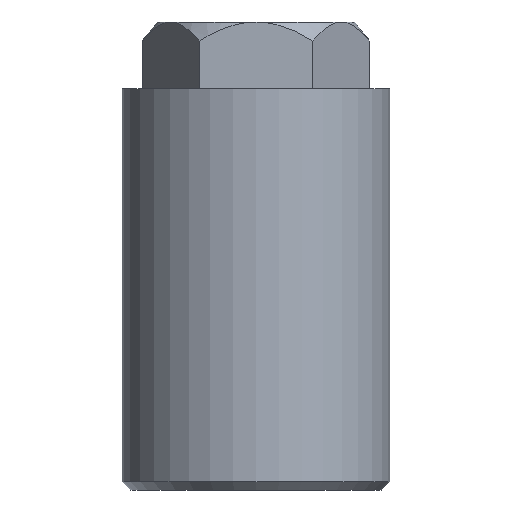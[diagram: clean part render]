
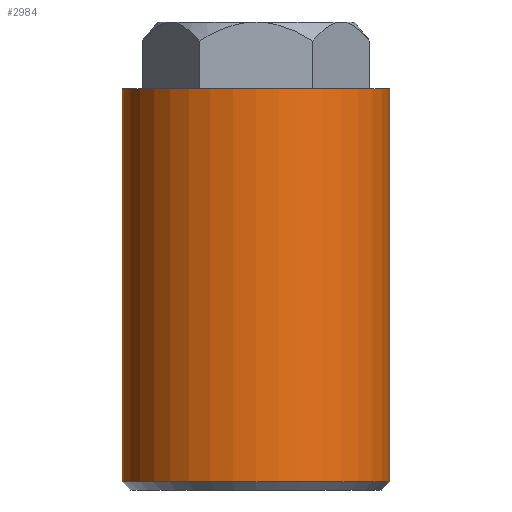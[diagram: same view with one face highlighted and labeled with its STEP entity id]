
A CAD part, front view. The second image highlights one B-rep face of the part: STEP entity #2984.
In plain terms, the highlighted cylindrical face has radius 8 mm (diameter 16 mm), a partial arc.
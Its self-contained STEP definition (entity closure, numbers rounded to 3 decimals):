
#3 = VERTEX_POINT ( 'NONE', #124 ) ;
#49 = DIRECTION ( 'NONE',  ( 0., 0., -1. ) ) ;
#124 = CARTESIAN_POINT ( 'NONE',  ( -0.88, 15.91, 32.335 ) ) ;
#242 = CARTESIAN_POINT ( 'NONE',  ( 7.12, 15.91, 32.335 ) ) ;
#247 = EDGE_LOOP ( 'NONE', ( #3499, #956, #3503, #2171 ) ) ;
#257 = DIRECTION ( 'NONE',  ( 0., 0., -1. ) ) ;
#336 = AXIS2_PLACEMENT_3D ( 'NONE', #3070, #3096, #3128 ) ;
#762 = VECTOR ( 'NONE', #49, 1000. ) ;
#914 = DIRECTION ( 'NONE',  ( 0., 0., -1. ) ) ;
#937 = EDGE_CURVE ( 'NONE', #3, #3091, #2085, .T. ) ;
#956 = ORIENTED_EDGE ( 'NONE', *, *, #937, .F. ) ;
#1317 = FACE_OUTER_BOUND ( 'NONE', #247, .T. ) ;
#1413 = VERTEX_POINT ( 'NONE', #2872 ) ;
#1632 = LINE ( 'NONE', #3018, #3352 ) ;
#1774 = CARTESIAN_POINT ( 'NONE',  ( -0.88, 15.91, 32.335 ) ) ;
#1815 = CARTESIAN_POINT ( 'NONE',  ( 15.12, 15.91, 32.335 ) ) ;
#1981 = EDGE_CURVE ( 'NONE', #1413, #3573, #2412, .T. ) ;
#2085 = CIRCLE ( 'NONE', #336, 8. ) ;
#2171 = ORIENTED_EDGE ( 'NONE', *, *, #1981, .T. ) ;
#2412 = CIRCLE ( 'NONE', #4016, 8. ) ;
#2526 = EDGE_CURVE ( 'NONE', #3091, #3573, #1632, .T. ) ;
#2541 = DIRECTION ( 'NONE',  ( -1., 0., 0. ) ) ;
#2567 = DIRECTION ( 'NONE',  ( 1., 0., 0. ) ) ;
#2583 = DIRECTION ( 'NONE',  ( 0., 0., 1. ) ) ;
#2603 = CARTESIAN_POINT ( 'NONE',  ( 7.12, 15.91, 8.835 ) ) ;
#2872 = CARTESIAN_POINT ( 'NONE',  ( -0.88, 15.91, 8.835 ) ) ;
#2984 = ADVANCED_FACE ( 'NONE', ( #1317 ), #3459, .T. ) ;
#3018 = CARTESIAN_POINT ( 'NONE',  ( 15.12, 15.91, 32.335 ) ) ;
#3025 = EDGE_CURVE ( 'NONE', #3, #1413, #3115, .T. ) ;
#3070 = CARTESIAN_POINT ( 'NONE',  ( 7.12, 15.91, 32.335 ) ) ;
#3086 = CARTESIAN_POINT ( 'NONE',  ( 15.12, 15.91, 8.835 ) ) ;
#3091 = VERTEX_POINT ( 'NONE', #1815 ) ;
#3096 = DIRECTION ( 'NONE',  ( 0., 0., 1. ) ) ;
#3115 = LINE ( 'NONE', #1774, #762 ) ;
#3128 = DIRECTION ( 'NONE',  ( 1., 0., 0. ) ) ;
#3334 = AXIS2_PLACEMENT_3D ( 'NONE', #242, #257, #2541 ) ;
#3352 = VECTOR ( 'NONE', #914, 1000. ) ;
#3459 = CYLINDRICAL_SURFACE ( 'NONE', #3334, 8. ) ;
#3499 = ORIENTED_EDGE ( 'NONE', *, *, #2526, .F. ) ;
#3503 = ORIENTED_EDGE ( 'NONE', *, *, #3025, .T. ) ;
#3573 = VERTEX_POINT ( 'NONE', #3086 ) ;
#4016 = AXIS2_PLACEMENT_3D ( 'NONE', #2603, #2583, #2567 ) ;
